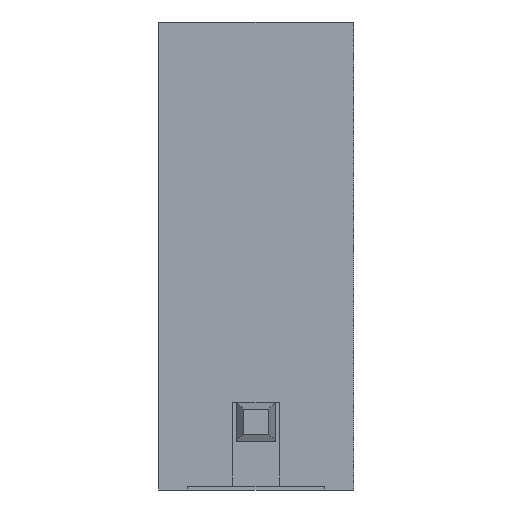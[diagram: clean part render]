
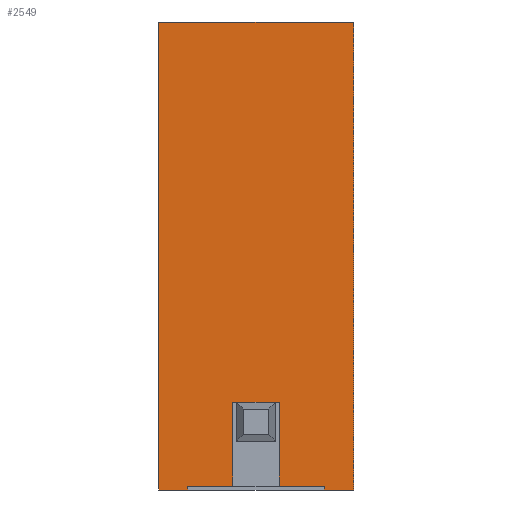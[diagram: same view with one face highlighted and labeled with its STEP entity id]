
A CAD part, front view. The second image highlights one B-rep face of the part: STEP entity #2549.
In plain terms, the highlighted planar face has unit normal (0, -1, 0).
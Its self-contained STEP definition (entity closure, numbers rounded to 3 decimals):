
#89 = DIRECTION ( 'NONE',  ( 0., 0., -1. ) ) ;
#92 = LINE ( 'NONE', #1764, #522 ) ;
#188 = CARTESIAN_POINT ( 'NONE',  ( 0.6, 0., 2.25 ) ) ;
#202 = DIRECTION ( 'NONE',  ( -1., 0., 0. ) ) ;
#210 = CARTESIAN_POINT ( 'NONE',  ( 2.5, 0., 12. ) ) ;
#255 = CARTESIAN_POINT ( 'NONE',  ( -0.6, 0., 0.1 ) ) ;
#275 = VERTEX_POINT ( 'NONE', #785 ) ;
#337 = CARTESIAN_POINT ( 'NONE',  ( 2.5, 0., 12. ) ) ;
#342 = ORIENTED_EDGE ( 'NONE', *, *, #554, .F. ) ;
#358 = CARTESIAN_POINT ( 'NONE',  ( -1.75, 0., 0.1 ) ) ;
#378 = DIRECTION ( 'NONE',  ( 1., 0., 0. ) ) ;
#405 = DIRECTION ( 'NONE',  ( 1., 0., 0. ) ) ;
#410 = CARTESIAN_POINT ( 'NONE',  ( -2.5, 0., 0. ) ) ;
#439 = LINE ( 'NONE', #2443, #1805 ) ;
#522 = VECTOR ( 'NONE', #1028, 1000. ) ;
#540 = VECTOR ( 'NONE', #405, 1000. ) ;
#554 = EDGE_CURVE ( 'NONE', #1050, #2028, #2790, .T. ) ;
#670 = EDGE_CURVE ( 'NONE', #3047, #761, #818, .T. ) ;
#674 = CARTESIAN_POINT ( 'NONE',  ( -1.75, 0., 0.1 ) ) ;
#678 = VECTOR ( 'NONE', #2016, 1000. ) ;
#761 = VERTEX_POINT ( 'NONE', #1595 ) ;
#785 = CARTESIAN_POINT ( 'NONE',  ( 1.75, 0., 0. ) ) ;
#817 = EDGE_CURVE ( 'NONE', #2172, #275, #1372, .T. ) ;
#818 = LINE ( 'NONE', #337, #2306 ) ;
#837 = EDGE_CURVE ( 'NONE', #1634, #1205, #2429, .T. ) ;
#838 = CARTESIAN_POINT ( 'NONE',  ( 1.75, 0., 0.1 ) ) ;
#877 = ORIENTED_EDGE ( 'NONE', *, *, #887, .F. ) ;
#887 = EDGE_CURVE ( 'NONE', #2758, #1131, #1166, .T. ) ;
#891 = LINE ( 'NONE', #1358, #540 ) ;
#919 = ORIENTED_EDGE ( 'NONE', *, *, #837, .T. ) ;
#938 = DIRECTION ( 'NONE',  ( 0., 1., 0. ) ) ;
#1000 = VECTOR ( 'NONE', #2672, 1000. ) ;
#1028 = DIRECTION ( 'NONE',  ( -1., 0., 0. ) ) ;
#1050 = VERTEX_POINT ( 'NONE', #2419 ) ;
#1129 = DIRECTION ( 'NONE',  ( 1., 0., 0. ) ) ;
#1131 = VERTEX_POINT ( 'NONE', #3103 ) ;
#1166 = LINE ( 'NONE', #674, #2574 ) ;
#1205 = VERTEX_POINT ( 'NONE', #3215 ) ;
#1243 = DIRECTION ( 'NONE',  ( 0., 0., -1. ) ) ;
#1306 = ORIENTED_EDGE ( 'NONE', *, *, #2883, .F. ) ;
#1317 = ORIENTED_EDGE ( 'NONE', *, *, #3185, .F. ) ;
#1358 = CARTESIAN_POINT ( 'NONE',  ( -2.5, 0., 0. ) ) ;
#1372 = LINE ( 'NONE', #3136, #1000 ) ;
#1379 = ORIENTED_EDGE ( 'NONE', *, *, #2918, .T. ) ;
#1384 = FACE_OUTER_BOUND ( 'NONE', #1784, .T. ) ;
#1399 = DIRECTION ( 'NONE',  ( 0., 0., 1. ) ) ;
#1573 = DIRECTION ( 'NONE',  ( 0., 0., -1. ) ) ;
#1595 = CARTESIAN_POINT ( 'NONE',  ( 2.5, 0., 0. ) ) ;
#1634 = VERTEX_POINT ( 'NONE', #3156 ) ;
#1646 = ORIENTED_EDGE ( 'NONE', *, *, #3188, .F. ) ;
#1695 = EDGE_CURVE ( 'NONE', #1797, #1131, #891, .T. ) ;
#1711 = CARTESIAN_POINT ( 'NONE',  ( -2.5, 0., 0. ) ) ;
#1764 = CARTESIAN_POINT ( 'NONE',  ( 1.75, 0., 0.1 ) ) ;
#1773 = VECTOR ( 'NONE', #2691, 1000. ) ;
#1784 = EDGE_LOOP ( 'NONE', ( #2912, #877, #1317, #342, #1950, #919, #1646, #2980, #1379, #3202, #1306, #2202 ) ) ;
#1797 = VERTEX_POINT ( 'NONE', #1711 ) ;
#1805 = VECTOR ( 'NONE', #202, 1000. ) ;
#1847 = LINE ( 'NONE', #2922, #2396 ) ;
#1950 = ORIENTED_EDGE ( 'NONE', *, *, #2241, .F. ) ;
#2016 = DIRECTION ( 'NONE',  ( -1., 0., 0. ) ) ;
#2028 = VERTEX_POINT ( 'NONE', #255 ) ;
#2044 = CARTESIAN_POINT ( 'NONE',  ( -0.6, 0., 2.25 ) ) ;
#2172 = VERTEX_POINT ( 'NONE', #2340 ) ;
#2202 = ORIENTED_EDGE ( 'NONE', *, *, #2765, .T. ) ;
#2241 = EDGE_CURVE ( 'NONE', #1634, #1050, #439, .T. ) ;
#2305 = LINE ( 'NONE', #3093, #2558 ) ;
#2306 = VECTOR ( 'NONE', #89, 1000. ) ;
#2340 = CARTESIAN_POINT ( 'NONE',  ( 1.75, 0., 0.1 ) ) ;
#2396 = VECTOR ( 'NONE', #378, 1000. ) ;
#2419 = CARTESIAN_POINT ( 'NONE',  ( -0.6, 0., 2.25 ) ) ;
#2429 = LINE ( 'NONE', #188, #1773 ) ;
#2443 = CARTESIAN_POINT ( 'NONE',  ( 0.6, 0., 2.25 ) ) ;
#2538 = LINE ( 'NONE', #838, #678 ) ;
#2549 = ADVANCED_FACE ( 'NONE', ( #1384 ), #3177, .F. ) ;
#2558 = VECTOR ( 'NONE', #1573, 1000. ) ;
#2568 = VERTEX_POINT ( 'NONE', #2650 ) ;
#2574 = VECTOR ( 'NONE', #1243, 1000. ) ;
#2650 = CARTESIAN_POINT ( 'NONE',  ( -2.5, 0., 12. ) ) ;
#2672 = DIRECTION ( 'NONE',  ( 0., 0., -1. ) ) ;
#2691 = DIRECTION ( 'NONE',  ( 0., 0., -1. ) ) ;
#2758 = VERTEX_POINT ( 'NONE', #358 ) ;
#2765 = EDGE_CURVE ( 'NONE', #2568, #1797, #2305, .T. ) ;
#2790 = LINE ( 'NONE', #2044, #2898 ) ;
#2883 = EDGE_CURVE ( 'NONE', #2568, #3047, #1847, .T. ) ;
#2898 = VECTOR ( 'NONE', #3054, 1000. ) ;
#2912 = ORIENTED_EDGE ( 'NONE', *, *, #1695, .T. ) ;
#2918 = EDGE_CURVE ( 'NONE', #275, #761, #3107, .T. ) ;
#2922 = CARTESIAN_POINT ( 'NONE',  ( -2.5, 0., 12. ) ) ;
#2980 = ORIENTED_EDGE ( 'NONE', *, *, #817, .T. ) ;
#3047 = VERTEX_POINT ( 'NONE', #210 ) ;
#3054 = DIRECTION ( 'NONE',  ( 0., 0., -1. ) ) ;
#3093 = CARTESIAN_POINT ( 'NONE',  ( -2.5, 0., 12. ) ) ;
#3103 = CARTESIAN_POINT ( 'NONE',  ( -1.75, 0., 0. ) ) ;
#3107 = LINE ( 'NONE', #410, #3182 ) ;
#3136 = CARTESIAN_POINT ( 'NONE',  ( 1.75, 0., 0.1 ) ) ;
#3156 = CARTESIAN_POINT ( 'NONE',  ( 0.6, 0., 2.25 ) ) ;
#3164 = CARTESIAN_POINT ( 'NONE',  ( -2.5, 0., 12. ) ) ;
#3177 = PLANE ( 'NONE',  #3224 ) ;
#3182 = VECTOR ( 'NONE', #1129, 1000. ) ;
#3185 = EDGE_CURVE ( 'NONE', #2028, #2758, #92, .T. ) ;
#3188 = EDGE_CURVE ( 'NONE', #2172, #1205, #2538, .T. ) ;
#3202 = ORIENTED_EDGE ( 'NONE', *, *, #670, .F. ) ;
#3215 = CARTESIAN_POINT ( 'NONE',  ( 0.6, 0., 0.1 ) ) ;
#3224 = AXIS2_PLACEMENT_3D ( 'NONE', #3164, #938, #1399 ) ;
